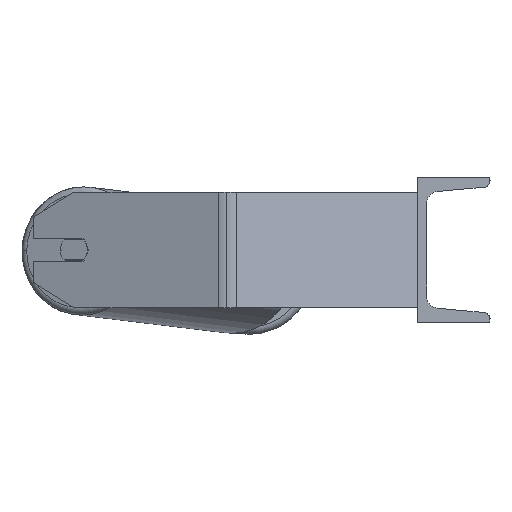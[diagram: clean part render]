
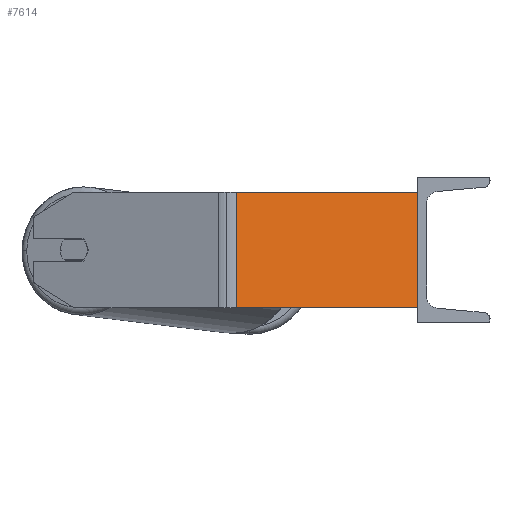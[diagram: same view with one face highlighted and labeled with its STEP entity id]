
A CAD part, left-side view. The second image highlights one B-rep face of the part: STEP entity #7614.
In plain terms, the highlighted planar face has unit normal (-0.906, -0.423, 0).
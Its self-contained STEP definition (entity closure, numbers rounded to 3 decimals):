
#534 = FACE_OUTER_BOUND ( 'NONE', #8690, .T. ) ;
#586 = CARTESIAN_POINT ( 'NONE',  ( -546.455, 131.79, -40. ) ) ;
#741 = CARTESIAN_POINT ( 'NONE',  ( -546.455, 131.79, 40. ) ) ;
#992 = LINE ( 'NONE', #7241, #4944 ) ;
#1297 = VERTEX_POINT ( 'NONE', #6674 ) ;
#2437 = DIRECTION ( 'NONE',  ( -0.423, 0.906, 0. ) ) ;
#2534 = DIRECTION ( 'NONE',  ( 0.906, 0.423, 0. ) ) ;
#2956 = VECTOR ( 'NONE', #6970, 1000. ) ;
#3000 = EDGE_CURVE ( 'NONE', #5213, #6938, #992, .T. ) ;
#3235 = VECTOR ( 'NONE', #5012, 1000. ) ;
#3246 = VERTEX_POINT ( 'NONE', #7754 ) ;
#3407 = AXIS2_PLACEMENT_3D ( 'NONE', #8893, #2534, #2437 ) ;
#3422 = ORIENTED_EDGE ( 'NONE', *, *, #5284, .F. ) ;
#3846 = CARTESIAN_POINT ( 'NONE',  ( -485., 0., 40. ) ) ;
#4389 = ORIENTED_EDGE ( 'NONE', *, *, #3000, .T. ) ;
#4944 = VECTOR ( 'NONE', #6605, 1000. ) ;
#5012 = DIRECTION ( 'NONE',  ( 0.423, -0.906, 0. ) ) ;
#5213 = VERTEX_POINT ( 'NONE', #6039 ) ;
#5284 = EDGE_CURVE ( 'NONE', #3246, #1297, #8832, .T. ) ;
#5360 = PLANE ( 'NONE',  #3407 ) ;
#5414 = VECTOR ( 'NONE', #7478, 1000. ) ;
#5503 = LINE ( 'NONE', #586, #2956 ) ;
#6039 = CARTESIAN_POINT ( 'NONE',  ( -543.654, 125.783, 40. ) ) ;
#6344 = ORIENTED_EDGE ( 'NONE', *, *, #8916, .T. ) ;
#6350 = CARTESIAN_POINT ( 'NONE',  ( -543.654, 125.783, -40. ) ) ;
#6605 = DIRECTION ( 'NONE',  ( 0., 0., -1. ) ) ;
#6674 = CARTESIAN_POINT ( 'NONE',  ( -485., 0., -40. ) ) ;
#6903 = EDGE_CURVE ( 'NONE', #5213, #3246, #8395, .T. ) ;
#6938 = VERTEX_POINT ( 'NONE', #6350 ) ;
#6970 = DIRECTION ( 'NONE',  ( 0.423, -0.906, 0. ) ) ;
#7241 = CARTESIAN_POINT ( 'NONE',  ( -543.654, 125.783, 40. ) ) ;
#7478 = DIRECTION ( 'NONE',  ( 0., 0., -1. ) ) ;
#7614 = ADVANCED_FACE ( 'NONE', ( #534 ), #5360, .F. ) ;
#7754 = CARTESIAN_POINT ( 'NONE',  ( -485., 0., 40. ) ) ;
#7919 = ORIENTED_EDGE ( 'NONE', *, *, #6903, .F. ) ;
#8395 = LINE ( 'NONE', #741, #3235 ) ;
#8690 = EDGE_LOOP ( 'NONE', ( #6344, #3422, #7919, #4389 ) ) ;
#8832 = LINE ( 'NONE', #3846, #5414 ) ;
#8893 = CARTESIAN_POINT ( 'NONE',  ( -546.455, 131.79, 40. ) ) ;
#8916 = EDGE_CURVE ( 'NONE', #6938, #1297, #5503, .T. ) ;
